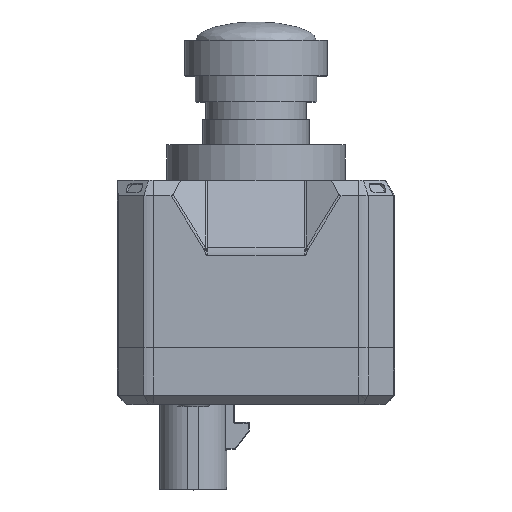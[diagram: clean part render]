
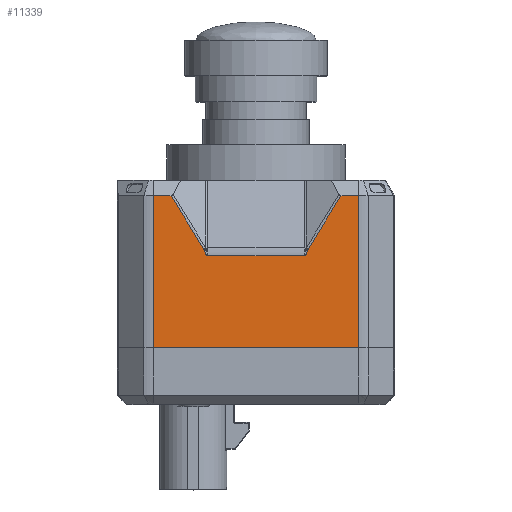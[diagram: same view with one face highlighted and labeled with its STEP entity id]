
A CAD part, top view. The second image highlights one B-rep face of the part: STEP entity #11339.
In plain terms, the highlighted planar face has unit normal (0, 0, 1).
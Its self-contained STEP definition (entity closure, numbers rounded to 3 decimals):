
#397=PLANE('',#12101);
#808=FACE_OUTER_BOUND('',#1472,.T.);
#1472=EDGE_LOOP('',(#8140,#8141,#8142,#8143,#8144,#8145,#8146,#8147,#8148,
#8149,#8150,#8151));
#2719=B_SPLINE_CURVE_WITH_KNOTS('',3,(#24549,#24550,#24551,#24552),
 .UNSPECIFIED.,.F.,.F.,(4,4),(0.5,1.),.UNSPECIFIED.);
#2721=B_SPLINE_CURVE_WITH_KNOTS('',3,(#24599,#24600,#24601,#24602),
 .UNSPECIFIED.,.F.,.F.,(4,4),(0.,0.5),.UNSPECIFIED.);
#2726=B_SPLINE_CURVE_WITH_KNOTS('',3,(#24704,#24705,#24706,#24707),
 .UNSPECIFIED.,.F.,.F.,(4,4),(0.5,1.),.UNSPECIFIED.);
#2728=B_SPLINE_CURVE_WITH_KNOTS('',3,(#24754,#24755,#24756,#24757),
 .UNSPECIFIED.,.F.,.F.,(4,4),(0.,0.5),.UNSPECIFIED.);
#3009=LINE('',#27335,#3886);
#3012=LINE('',#27343,#3889);
#3016=LINE('',#27355,#3893);
#3020=LINE('',#27363,#3897);
#3023=LINE('',#27369,#3900);
#3024=LINE('',#27371,#3901);
#3025=LINE('',#27373,#3902);
#3026=LINE('',#27374,#3903);
#3886=VECTOR('',#13581,10.);
#3889=VECTOR('',#13590,10.);
#3893=VECTOR('',#13602,10.);
#3897=VECTOR('',#13610,10.);
#3900=VECTOR('',#13615,10.);
#3901=VECTOR('',#13616,10.);
#3902=VECTOR('',#13617,10.);
#3903=VECTOR('',#13618,10.);
#4712=VERTEX_POINT('',#24541);
#4713=VERTEX_POINT('',#24548);
#4715=VERTEX_POINT('',#24597);
#4720=VERTEX_POINT('',#24696);
#4721=VERTEX_POINT('',#24703);
#4723=VERTEX_POINT('',#24752);
#4885=VERTEX_POINT('',#27331);
#4892=VERTEX_POINT('',#27353);
#4894=VERTEX_POINT('',#27362);
#4896=VERTEX_POINT('',#27368);
#4897=VERTEX_POINT('',#27370);
#4898=VERTEX_POINT('',#27372);
#5893=EDGE_CURVE('',#4712,#4713,#2719,.T.);
#5897=EDGE_CURVE('',#4715,#4712,#2721,.T.);
#5903=EDGE_CURVE('',#4720,#4721,#2726,.T.);
#5907=EDGE_CURVE('',#4723,#4720,#2728,.T.);
#6155=EDGE_CURVE('',#4713,#4885,#3009,.T.);
#6159=EDGE_CURVE('',#4721,#4715,#3012,.T.);
#6165=EDGE_CURVE('',#4892,#4723,#3016,.T.);
#6169=EDGE_CURVE('',#4885,#4894,#3020,.T.);
#6172=EDGE_CURVE('',#4896,#4892,#3023,.T.);
#6173=EDGE_CURVE('',#4897,#4896,#3024,.T.);
#6174=EDGE_CURVE('',#4897,#4898,#3025,.T.);
#6175=EDGE_CURVE('',#4898,#4894,#3026,.T.);
#8140=ORIENTED_EDGE('',*,*,#6155,.F.);
#8141=ORIENTED_EDGE('',*,*,#5893,.F.);
#8142=ORIENTED_EDGE('',*,*,#5897,.F.);
#8143=ORIENTED_EDGE('',*,*,#6159,.F.);
#8144=ORIENTED_EDGE('',*,*,#5903,.F.);
#8145=ORIENTED_EDGE('',*,*,#5907,.F.);
#8146=ORIENTED_EDGE('',*,*,#6165,.F.);
#8147=ORIENTED_EDGE('',*,*,#6172,.F.);
#8148=ORIENTED_EDGE('',*,*,#6173,.F.);
#8149=ORIENTED_EDGE('',*,*,#6174,.T.);
#8150=ORIENTED_EDGE('',*,*,#6175,.T.);
#8151=ORIENTED_EDGE('',*,*,#6169,.F.);
#11339=ADVANCED_FACE('',(#808),#397,.T.);
#12101=AXIS2_PLACEMENT_3D('',#27367,#13613,#13614);
#13581=DIRECTION('',(0.523,0.852,0.));
#13590=DIRECTION('',(1.,0.,0.));
#13602=DIRECTION('',(0.523,-0.852,0.));
#13610=DIRECTION('',(1.,0.,0.));
#13613=DIRECTION('center_axis',(0.,0.,1.));
#13614=DIRECTION('ref_axis',(1.,0.,0.));
#13615=DIRECTION('',(1.,0.,0.));
#13616=DIRECTION('',(0.,1.,0.));
#13617=DIRECTION('',(1.,0.,0.));
#13618=DIRECTION('',(0.,1.,0.));
#24541=CARTESIAN_POINT('',(5.652,10.562,15.5));
#24548=CARTESIAN_POINT('',(5.822,11.011,15.5));
#24549=CARTESIAN_POINT('Ctrl Pts',(5.652,10.562,15.5));
#24550=CARTESIAN_POINT('Ctrl Pts',(5.709,10.712,15.5));
#24551=CARTESIAN_POINT('Ctrl Pts',(5.749,10.891,15.5));
#24552=CARTESIAN_POINT('Ctrl Pts',(5.822,11.011,15.5));
#24597=CARTESIAN_POINT('',(5.381,10.292,15.5));
#24599=CARTESIAN_POINT('Ctrl Pts',(5.381,10.292,15.5));
#24600=CARTESIAN_POINT('Ctrl Pts',(5.522,10.292,15.5));
#24601=CARTESIAN_POINT('Ctrl Pts',(5.595,10.412,15.5));
#24602=CARTESIAN_POINT('Ctrl Pts',(5.652,10.562,15.5));
#24696=CARTESIAN_POINT('',(-5.652,10.562,15.5));
#24703=CARTESIAN_POINT('',(-5.381,10.292,15.5));
#24704=CARTESIAN_POINT('Ctrl Pts',(-5.652,10.562,15.5));
#24705=CARTESIAN_POINT('Ctrl Pts',(-5.595,10.412,15.5));
#24706=CARTESIAN_POINT('Ctrl Pts',(-5.522,10.292,15.5));
#24707=CARTESIAN_POINT('Ctrl Pts',(-5.381,10.292,15.5));
#24752=CARTESIAN_POINT('',(-5.822,11.011,15.5));
#24754=CARTESIAN_POINT('Ctrl Pts',(-5.822,11.011,15.5));
#24755=CARTESIAN_POINT('Ctrl Pts',(-5.749,10.891,15.5));
#24756=CARTESIAN_POINT('Ctrl Pts',(-5.709,10.712,15.5));
#24757=CARTESIAN_POINT('Ctrl Pts',(-5.652,10.562,15.5));
#27331=CARTESIAN_POINT('',(9.506,17.018,15.5));
#27335=CARTESIAN_POINT('',(2.681,5.89,15.5));
#27343=CARTESIAN_POINT('',(-8.5,10.292,15.5));
#27353=CARTESIAN_POINT('',(-9.506,17.018,15.5));
#27355=CARTESIAN_POINT('',(-6.495,12.109,15.5));
#27362=CARTESIAN_POINT('',(11.5,17.018,15.5));
#27363=CARTESIAN_POINT('',(-5.75,17.018,15.5));
#27367=CARTESIAN_POINT('Origin',(-11.5,0.,15.5));
#27368=CARTESIAN_POINT('',(-11.5,17.018,15.5));
#27369=CARTESIAN_POINT('',(-5.75,17.018,15.5));
#27370=CARTESIAN_POINT('',(-11.5,0.,15.5));
#27371=CARTESIAN_POINT('',(-11.5,0.,15.5));
#27372=CARTESIAN_POINT('',(11.5,0.,15.5));
#27373=CARTESIAN_POINT('',(-11.5,0.,15.5));
#27374=CARTESIAN_POINT('',(11.5,0.,15.5));
